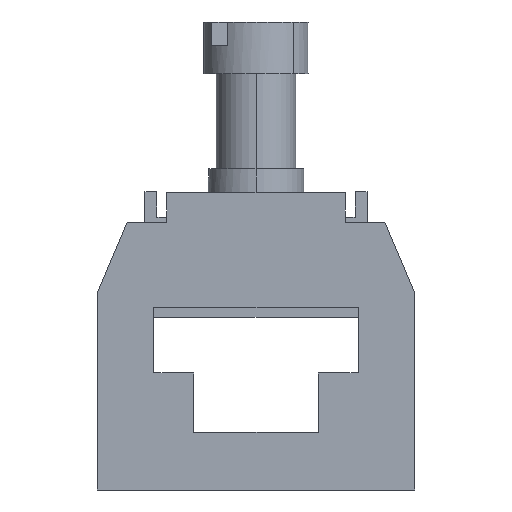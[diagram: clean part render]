
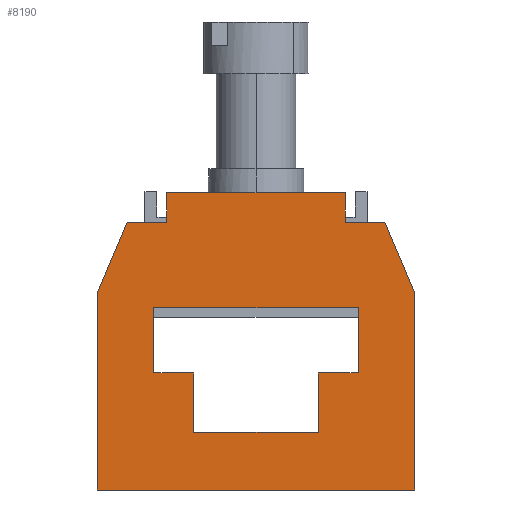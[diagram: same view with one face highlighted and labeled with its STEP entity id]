
A CAD part, left-side view. The second image highlights one B-rep face of the part: STEP entity #8190.
In plain terms, the highlighted planar face has unit normal (-1, 0, 0).
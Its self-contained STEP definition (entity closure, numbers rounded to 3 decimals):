
#100=CARTESIAN_POINT('',(-7.,20.5,3.5));
#110=VERTEX_POINT('',#100);
#280=CARTESIAN_POINT('',(-7.,20.5,12.5));
#290=VERTEX_POINT('',#280);
#320=CARTESIAN_POINT('',(-7.,20.5,0.));
#330=DIRECTION('',(0.,0.,-1.));
#340=VECTOR('',#330,1.);
#350=LINE('',#320,#340);
#360=EDGE_CURVE('',#290,#110,#350,.T.);
#1190=CARTESIAN_POINT('',(-7.,19.,14.5));
#1200=VERTEX_POINT('',#1190);
#1370=CARTESIAN_POINT('',(-7.,15.466,16.));
#1380=VERTEX_POINT('',#1370);
#1410=CARTESIAN_POINT('',(-7.,5.5,20.23));
#1420=DIRECTION('',(0.,-0.921,0.391));
#1430=VECTOR('',#1420,1.);
#1440=LINE('',#1410,#1430);
#1450=EDGE_CURVE('',#1200,#1380,#1440,.T.);
#2390=CARTESIAN_POINT('',(-7.,11.4,0.));
#2400=DIRECTION('',(0.,0.,1.));
#2410=VECTOR('',#2400,1.);
#2420=LINE('',#2390,#2410);
#2430=CARTESIAN_POINT('',(-7.,11.4,2.85));
#2440=VERTEX_POINT('',#2430);
#2450=CARTESIAN_POINT('',(-7.,11.4,4.85));
#2460=VERTEX_POINT('',#2450);
#2470=EDGE_CURVE('',#2440,#2460,#2420,.T.);
#2870=CARTESIAN_POINT('',(-7.,5.5,2.85));
#2880=DIRECTION('',(0.,-1.,0.));
#2890=VECTOR('',#2880,1.);
#2900=LINE('',#2870,#2890);
#2910=CARTESIAN_POINT('',(-7.,14.7,2.85));
#2920=VERTEX_POINT('',#2910);
#2930=EDGE_CURVE('',#2920,#2440,#2900,.T.);
#3770=CARTESIAN_POINT('',(-7.,11.4,11.15));
#3780=VERTEX_POINT('',#3770);
#3930=CARTESIAN_POINT('',(-7.,11.4,13.15));
#3940=VERTEX_POINT('',#3930);
#3970=CARTESIAN_POINT('',(-7.,11.4,0.));
#3980=DIRECTION('',(0.,0.,1.));
#3990=VECTOR('',#3980,1.);
#4000=LINE('',#3970,#3990);
#4010=EDGE_CURVE('',#3780,#3940,#4000,.T.);
#5230=CARTESIAN_POINT('',(-7.,19.,1.5));
#5240=VERTEX_POINT('',#5230);
#5370=CARTESIAN_POINT('',(-7.,19.,3.5));
#5380=VERTEX_POINT('',#5370);
#5410=CARTESIAN_POINT('',(-7.,19.,0.));
#5420=DIRECTION('',(0.,0.,1.));
#5430=VECTOR('',#5420,1.);
#5440=LINE('',#5410,#5430);
#5450=EDGE_CURVE('',#5240,#5380,#5440,.T.);
#6480=CARTESIAN_POINT('',(-7.,19.,12.5));
#6490=VERTEX_POINT('',#6480);
#6520=CARTESIAN_POINT('',(-7.,0.,12.5));
#6530=DIRECTION('',(0.,-1.,0.));
#6540=VECTOR('',#6530,1.);
#6550=LINE('',#6520,#6540);
#6560=EDGE_CURVE('',#290,#6490,#6550,.T.);
#7030=CARTESIAN_POINT('',(-7.,0.,3.5));
#7040=DIRECTION('',(0.,1.,0.));
#7050=VECTOR('',#7040,1.);
#7060=LINE('',#7030,#7050);
#7070=EDGE_CURVE('',#5380,#110,#7060,.T.);
#7300=CARTESIAN_POINT('',(-7.,5.5,0.));
#7310=DIRECTION('',(-1.,0.,0.));
#7320=DIRECTION('',(0.,1.,0.));
#7330=AXIS2_PLACEMENT_3D('',#7300,#7310,#7320);
#7340=PLANE('',#7330);
#7350=CARTESIAN_POINT('',(-7.,0.,4.85));
#7360=DIRECTION('',(0.,-1.,0.));
#7370=VECTOR('',#7360,1.);
#7380=LINE('',#7350,#7370);
#7390=CARTESIAN_POINT('',(-7.,8.4,4.85));
#7400=VERTEX_POINT('',#7390);
#7410=EDGE_CURVE('',#2460,#7400,#7380,.T.);
#7420=ORIENTED_EDGE('',*,*,#7410,.F.);
#7430=CARTESIAN_POINT('',(-7.,8.4,0.));
#7440=DIRECTION('',(0.,0.,1.));
#7450=VECTOR('',#7440,1.);
#7460=LINE('',#7430,#7450);
#7470=CARTESIAN_POINT('',(-7.,8.4,11.15));
#7480=VERTEX_POINT('',#7470);
#7490=EDGE_CURVE('',#7400,#7480,#7460,.T.);
#7500=ORIENTED_EDGE('',*,*,#7490,.F.);
#7510=CARTESIAN_POINT('',(-7.,0.,11.15));
#7520=DIRECTION('',(0.,1.,0.));
#7530=VECTOR('',#7520,1.);
#7540=LINE('',#7510,#7530);
#7550=EDGE_CURVE('',#7480,#3780,#7540,.T.);
#7560=ORIENTED_EDGE('',*,*,#7550,.F.);
#7570=ORIENTED_EDGE('',*,*,#4010,.F.);
#7580=CARTESIAN_POINT('',(-7.,5.5,13.15));
#7590=DIRECTION('',(0.,1.,0.));
#7600=VECTOR('',#7590,1.);
#7610=LINE('',#7580,#7600);
#7620=CARTESIAN_POINT('',(-7.,14.7,13.15));
#7630=VERTEX_POINT('',#7620);
#7640=EDGE_CURVE('',#3940,#7630,#7610,.T.);
#7650=ORIENTED_EDGE('',*,*,#7640,.F.);
#7660=CARTESIAN_POINT('',(-7.,14.7,0.));
#7670=DIRECTION('',(0.,0.,-1.));
#7680=VECTOR('',#7670,1.);
#7690=LINE('',#7660,#7680);
#7700=EDGE_CURVE('',#7630,#2920,#7690,.T.);
#7710=ORIENTED_EDGE('',*,*,#7700,.F.);
#7720=ORIENTED_EDGE('',*,*,#2930,.F.);
#7730=ORIENTED_EDGE('',*,*,#2470,.F.);
#7740=EDGE_LOOP('',(#7730,#7720,#7710,#7650,#7570,#7560,#7500,#7420));
#7750=FACE_BOUND('',#7740,.T.);
#7760=CARTESIAN_POINT('',(-7.,5.5,0.));
#7770=DIRECTION('',(0.,0.,1.));
#7780=VECTOR('',#7770,1.);
#7790=LINE('',#7760,#7780);
#7800=CARTESIAN_POINT('',(-7.,5.5,0.));
#7810=VERTEX_POINT('',#7800);
#7820=CARTESIAN_POINT('',(-7.,5.5,16.));
#7830=VERTEX_POINT('',#7820);
#7840=EDGE_CURVE('',#7810,#7830,#7790,.T.);
#7850=ORIENTED_EDGE('',*,*,#7840,.T.);
#7860=CARTESIAN_POINT('',(-7.,0.,0.));
#7870=DIRECTION('',(0.,1.,0.));
#7880=VECTOR('',#7870,1.);
#7890=LINE('',#7860,#7880);
#7900=CARTESIAN_POINT('',(-7.,15.466,0.));
#7910=VERTEX_POINT('',#7900);
#7920=EDGE_CURVE('',#7810,#7910,#7890,.T.);
#7930=ORIENTED_EDGE('',*,*,#7920,.F.);
#7940=CARTESIAN_POINT('',(-7.,5.5,-4.23));
#7950=DIRECTION('',(0.,0.921,0.391));
#7960=VECTOR('',#7950,1.);
#7970=LINE('',#7940,#7960);
#7980=EDGE_CURVE('',#7910,#5240,#7970,.T.);
#7990=ORIENTED_EDGE('',*,*,#7980,.F.);
#8000=ORIENTED_EDGE('',*,*,#5450,.F.);
#8010=ORIENTED_EDGE('',*,*,#7070,.F.);
#8020=ORIENTED_EDGE('',*,*,#360,.T.);
#8030=ORIENTED_EDGE('',*,*,#6560,.F.);
#8040=CARTESIAN_POINT('',(-7.,19.,0.));
#8050=DIRECTION('',(0.,0.,1.));
#8060=VECTOR('',#8050,1.);
#8070=LINE('',#8040,#8060);
#8080=EDGE_CURVE('',#6490,#1200,#8070,.T.);
#8090=ORIENTED_EDGE('',*,*,#8080,.F.);
#8100=ORIENTED_EDGE('',*,*,#1450,.F.);
#8110=CARTESIAN_POINT('',(-7.,0.,16.));
#8120=DIRECTION('',(0.,-1.,0.));
#8130=VECTOR('',#8120,1.);
#8140=LINE('',#8110,#8130);
#8150=EDGE_CURVE('',#1380,#7830,#8140,.T.);
#8160=ORIENTED_EDGE('',*,*,#8150,.F.);
#8170=EDGE_LOOP('',(#8160,#8100,#8090,#8030,#8020,#8010,#8000,#7990,
#7930,#7850));
#8180=FACE_OUTER_BOUND('',#8170,.T.);
#8190=ADVANCED_FACE('',(#7750,#8180),#7340,.T.);
